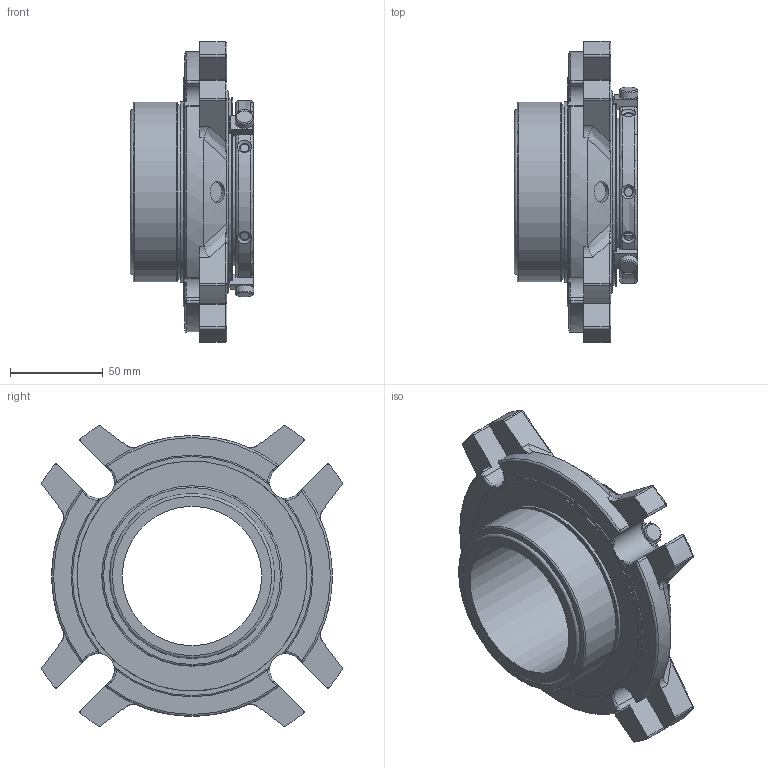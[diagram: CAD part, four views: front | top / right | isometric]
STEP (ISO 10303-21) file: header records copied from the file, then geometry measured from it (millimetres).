
FILE_DESCRIPTION(/* description */ ('Unknown'),/* implementation_level */ '2;1');
FILE_NAME(/* name */ '75mm',/* time_stamp */ '2023-02-20T15:51:51+00:00',/* author */ ('Unknown'),/* organization */ ('Unknown'),/* preprocessor_version */ 'ST-DEVELOPER v16.7',/* originating_system */ 'Solid Edge',/* authorisation */ 'Unknown');
FILE_SCHEMA (('AUTOMOTIVE_DESIGN {1 0 10303 214 3 1 1}'));
Length unit declared in the file: millimetre
Products named in the file (1): 75mm
Bounding box: 66.59 x 161.99 x 161.99 mm (x, y, z)
Volume: 439664.6 mm3; surface area: 81920.8 mm2
Topology: 1 solids, 1 shells, 555 faces, 1491 edges, 907 vertices
Faces by surface type: cylinder 222, plane 153, torus 70, sphere 40, bspline 39, cone 31
Full cylindrical faces by diameter (mm): 2.648 x1, 4.917 x2, 5 x6, 6 x3, 10 x3, 11.252 x3, 75.006 x1, 79.35 x1, 88.875 x1, 93.713 x1, 96.825 x1, 97.155 x1, 100.33 x1, 101.854 x1, 123.825 x1
Entity records: 21332 total; most frequent: CARTESIAN_POINT 4361, DIRECTION 2763, ORIENTED_EDGE 2718, EDGE_CURVE 1359, AXIS2_PLACEMENT_3D 1123, VERTEX_POINT 858, EDGE_LOOP 645, FACE_BOUND 645
